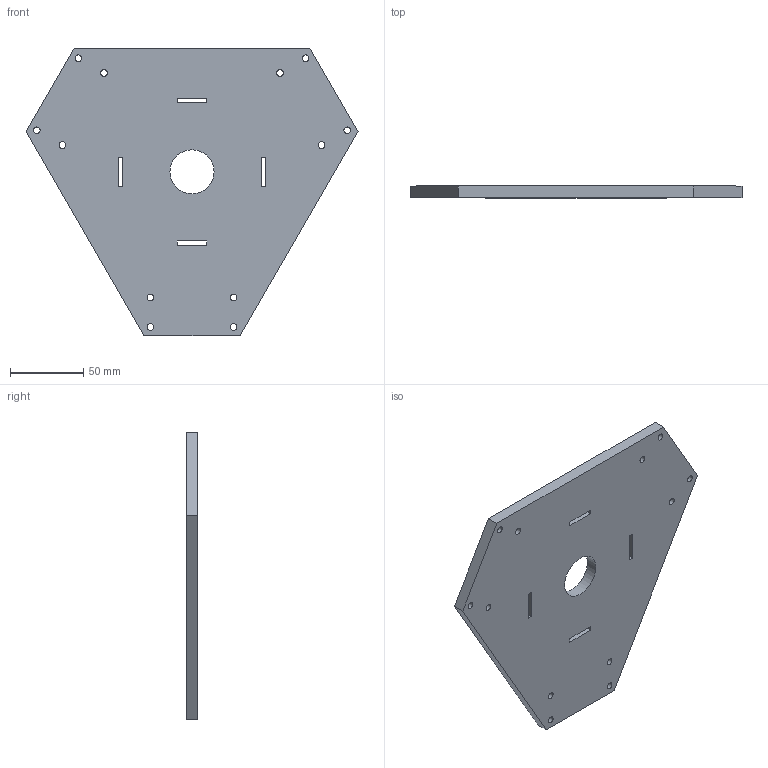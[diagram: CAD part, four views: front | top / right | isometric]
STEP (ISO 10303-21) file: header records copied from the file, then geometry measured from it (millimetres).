
FILE_DESCRIPTION(/* description */ (''),/* implementation_level */ '2;1');
FILE_NAME(/* name */ 'TOP_LASER v1.step',/* time_stamp */ '2018-03-20T08:36:09+01:00',/* author */ ('kristofferpalmer'),/* organization */ (''),/* preprocessor_version */ 'ST-DEVELOPER v16.13',/* originating_system */ 'Autodesk Translation Framework v6.5.0.72',/* authorisation */ '');
FILE_SCHEMA (('AUTOMOTIVE_DESIGN { 1 0 10303 214 3 1 1 }'));
Length unit declared in the file: millimetre
Products named in the file (1): TOP_LASER
Bounding box: 225.88 x 8 x 195.62 mm (x, y, z)
Volume: 240359.8 mm3; surface area: 69108.3 mm2
Topology: 1 solids, 1 shells, 37 faces, 129 edges, 94 vertices
Faces by surface type: plane 24, cylinder 13
Full cylindrical faces by diameter (mm): 4.547 x12, 30 x1
Entity records: 1546 total; most frequent: CARTESIAN_POINT 261, ORIENTED_EDGE 258, DIRECTION 255, EDGE_CURVE 129, VERTEX_POINT 94, AXIS2_PLACEMENT_3D 88, LINE 79, VECTOR 79
